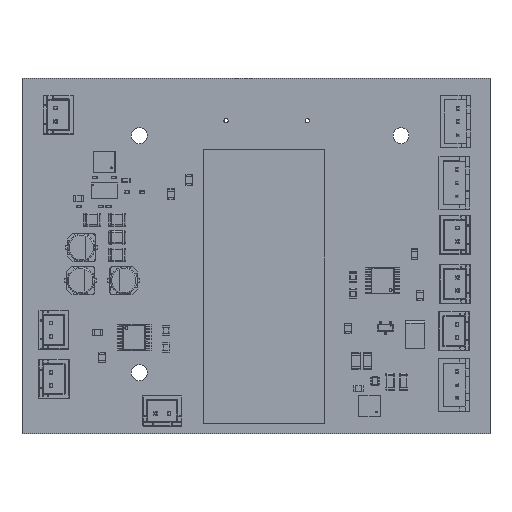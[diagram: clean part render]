
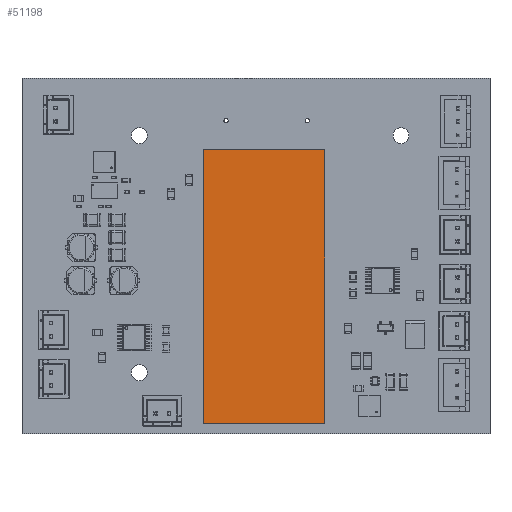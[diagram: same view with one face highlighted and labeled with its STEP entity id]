
A CAD part, top view. The second image highlights one B-rep face of the part: STEP entity #51198.
In plain terms, the highlighted planar face has unit normal (0, 0, 1).
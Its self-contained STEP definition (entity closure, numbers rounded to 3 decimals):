
#51069 = VERTEX_POINT('',#51070);
#51070 = CARTESIAN_POINT('',(-6.75,21.56,8.));
#51076 = EDGE_CURVE('',#51069,#51077,#51079,.T.);
#51077 = VERTEX_POINT('',#51078);
#51078 = CARTESIAN_POINT('',(44.85,21.56,8.));
#51079 = LINE('',#51080,#51081);
#51080 = CARTESIAN_POINT('',(-6.75,21.56,8.));
#51081 = VECTOR('',#51082,1.);
#51082 = DIRECTION('',(1.,0.,0.));
#51107 = EDGE_CURVE('',#51077,#51108,#51110,.T.);
#51108 = VERTEX_POINT('',#51109);
#51109 = CARTESIAN_POINT('',(44.85,-1.24,8.));
#51110 = LINE('',#51111,#51112);
#51111 = CARTESIAN_POINT('',(44.85,21.56,8.));
#51112 = VECTOR('',#51113,1.);
#51113 = DIRECTION('',(0.,-1.,0.));
#51138 = EDGE_CURVE('',#51108,#51139,#51141,.T.);
#51139 = VERTEX_POINT('',#51140);
#51140 = CARTESIAN_POINT('',(-6.75,-1.24,8.));
#51141 = LINE('',#51142,#51143);
#51142 = CARTESIAN_POINT('',(44.85,-1.24,8.));
#51143 = VECTOR('',#51144,1.);
#51144 = DIRECTION('',(-1.,0.,0.));
#51169 = EDGE_CURVE('',#51139,#51069,#51170,.T.);
#51170 = LINE('',#51171,#51172);
#51171 = CARTESIAN_POINT('',(-6.75,-1.24,8.));
#51172 = VECTOR('',#51173,1.);
#51173 = DIRECTION('',(0.,1.,0.));
#51198 = ADVANCED_FACE('',(#51199),#51205,.F.);
#51199 = FACE_BOUND('',#51200,.F.);
#51200 = EDGE_LOOP('',(#51201,#51202,#51203,#51204));
#51201 = ORIENTED_EDGE('',*,*,#51076,.T.);
#51202 = ORIENTED_EDGE('',*,*,#51107,.T.);
#51203 = ORIENTED_EDGE('',*,*,#51138,.T.);
#51204 = ORIENTED_EDGE('',*,*,#51169,.T.);
#51205 = PLANE('',#51206);
#51206 = AXIS2_PLACEMENT_3D('',#51207,#51208,#51209);
#51207 = CARTESIAN_POINT('',(19.05,10.16,8.));
#51208 = DIRECTION('',(0.,0.,-1.));
#51209 = DIRECTION('',(0.,-1.,0.));
